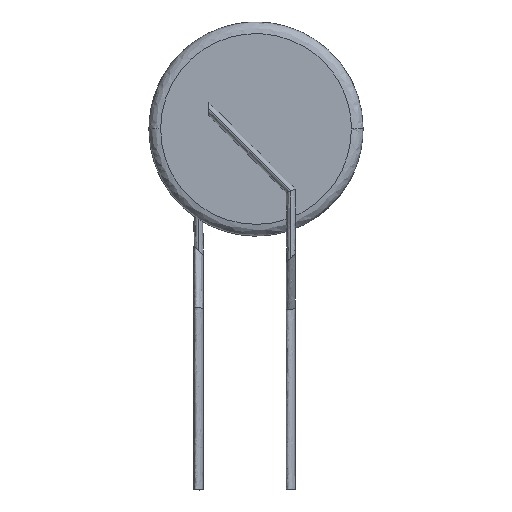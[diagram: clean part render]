
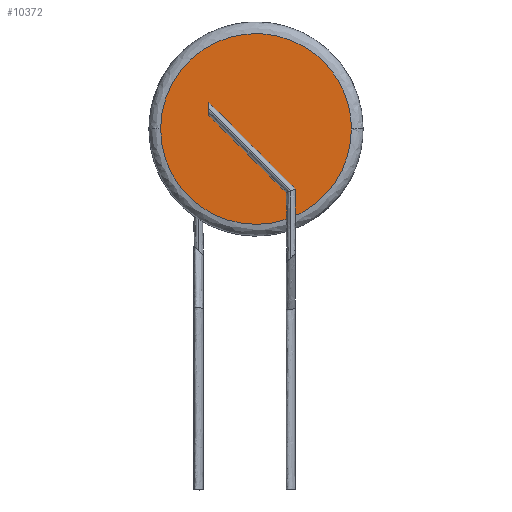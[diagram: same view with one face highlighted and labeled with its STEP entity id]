
A CAD part, top view. The second image highlights one B-rep face of the part: STEP entity #10372.
In plain terms, the highlighted free-form (B-spline) face has degree [1, 1] with [2, 2] control points.
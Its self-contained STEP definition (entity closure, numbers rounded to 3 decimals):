
#727 = CARTESIAN_POINT ( 'NONE',  ( -9.835, -3.337, 4.496 ) ) ;
#774 = CARTESIAN_POINT ( 'NONE',  ( -1.354, -10.297, 4.496 ) ) ;
#997 = CARTESIAN_POINT ( 'NONE',  ( -10.363, 20.726, 4.496 ) ) ;
#1724 = CARTESIAN_POINT ( 'NONE',  ( -4.594, -9.314, 4.496 ) ) ;
#1888 = CARTESIAN_POINT ( 'NONE',  ( -8.239, -6.323, 4.496 ) ) ;
#1936 = CARTESIAN_POINT ( 'NONE',  ( 3.337, -9.835, 4.496 ) ) ;
#2936 = CARTESIAN_POINT ( 'NONE',  ( -5.192, -8.995, 4.496 ) ) ;
#2988 = CARTESIAN_POINT ( 'NONE',  ( -0.68, -10.363, 4.496 ) ) ;
#4094 = CARTESIAN_POINT ( 'NONE',  ( 6.847, -7.809, 4.496 ) ) ;
#4148 = CARTESIAN_POINT ( 'NONE',  ( 7.809, -6.847, 4.496 ) ) ;
#4194 = CARTESIAN_POINT ( 'NONE',  ( -10.363, -0.68, 4.496 ) ) ;
#4329 = CARTESIAN_POINT ( 'NONE',  ( -10.488, -10.488, 4.496 ) ) ;
#4371 = CARTESIAN_POINT ( 'NONE',  ( 10.488, 10.488, 4.496 ) ) ;
#4382 = EDGE_LOOP ( 'NONE', ( #6015, #6577 ) ) ;
#4612 = B_SPLINE_SURFACE_WITH_KNOTS ( 'NONE', 1, 1, ( 
 ( #4329, #5460 ),
 ( #12241, #4371 ) ),
 .UNSPECIFIED., .F., .F., .F.,
 ( 2, 2 ),
 ( 2, 2 ),
 ( 0., 1. ),
 ( 0., 1. ),
 .UNSPECIFIED. ) ;
#4628 = CARTESIAN_POINT ( 'NONE',  ( 10.363, 20.726, 4.496 ) ) ;
#5264 = CARTESIAN_POINT ( 'NONE',  ( 10.297, -1.354, 4.496 ) ) ;
#5324 = CARTESIAN_POINT ( 'NONE',  ( -8.995, -5.192, 4.496 ) ) ;
#5460 = CARTESIAN_POINT ( 'NONE',  ( -10.488, 10.488, 4.496 ) ) ;
#5557 = VERTEX_POINT ( 'NONE', #13860 ) ;
#6015 = ORIENTED_EDGE ( 'NONE', *, *, #11116, .F. ) ;
#6370 = CARTESIAN_POINT ( 'NONE',  ( 9.314, -4.594, 4.496 ) ) ;
#6425 = CARTESIAN_POINT ( 'NONE',  ( -6.847, -7.809, 4.496 ) ) ;
#6525 = CARTESIAN_POINT ( 'NONE',  ( 0.68, -10.363, 4.496 ) ) ;
#6577 = ORIENTED_EDGE ( 'NONE', *, *, #9960, .T. ) ;
#7645 = CARTESIAN_POINT ( 'NONE',  ( -10.031, -2.689, 4.496 ) ) ;
#7701 = CARTESIAN_POINT ( 'NONE',  ( -10.363, 0., 4.496 ) ) ;
#8650 = CARTESIAN_POINT ( 'NONE',  ( 2.689, -10.031, 4.496 ) ) ;
#8697 = CARTESIAN_POINT ( 'NONE',  ( -6.323, -8.239, 4.496 ) ) ;
#8757 = CARTESIAN_POINT ( 'NONE',  ( 6.323, -8.239, 4.496 ) ) ;
#8803 = CARTESIAN_POINT ( 'NONE',  ( 1.354, -10.297, 4.496 ) ) ;
#9430 = FACE_OUTER_BOUND ( 'NONE', #4382, .T. ) ;
#9828 = CARTESIAN_POINT ( 'NONE',  ( 8.239, -6.323, 4.496 ) ) ;
#9960 = EDGE_CURVE ( 'NONE', #14089, #5557, #14147, .T. ) ;
#10037 = CARTESIAN_POINT ( 'NONE',  ( 5.192, -8.995, 4.496 ) ) ;
#10372 = ADVANCED_FACE ( 'NONE', ( #9430 ), #4612, .T. ) ;
#10981 = CARTESIAN_POINT ( 'NONE',  ( 8.995, -5.192, 4.496 ) ) ;
#11030 = CARTESIAN_POINT ( 'NONE',  ( -9.314, -4.594, 4.496 ) ) ;
#11079 = CARTESIAN_POINT ( 'NONE',  ( -3.337, -9.835, 4.496 ) ) ;
#11116 = EDGE_CURVE ( 'NONE', #14089, #5557, #11275, .T. ) ;
#11275 =( BOUNDED_CURVE ( )  B_SPLINE_CURVE ( 3, ( #14765, #997, #4628, #13714 ),
 .UNSPECIFIED., .F., .F. ) 
 B_SPLINE_CURVE_WITH_KNOTS ( ( 4, 4 ),
 ( 0., 3.142 ),
 .UNSPECIFIED. ) 
 CURVE ( )  GEOMETRIC_REPRESENTATION_ITEM ( )  RATIONAL_B_SPLINE_CURVE ( ( 0.957, 0.319, 0.319, 0.957 ) ) 
 REPRESENTATION_ITEM ( '' )  );
#12106 = CARTESIAN_POINT ( 'NONE',  ( 4.594, -9.314, 4.496 ) ) ;
#12158 = CARTESIAN_POINT ( 'NONE',  ( 10.031, -2.689, 4.496 ) ) ;
#12210 = CARTESIAN_POINT ( 'NONE',  ( -10.297, -1.354, 4.496 ) ) ;
#12241 = CARTESIAN_POINT ( 'NONE',  ( 10.488, -10.488, 4.496 ) ) ;
#13299 = CARTESIAN_POINT ( 'NONE',  ( 10.363, -0.68, 4.496 ) ) ;
#13401 = CARTESIAN_POINT ( 'NONE',  ( -2.689, -10.031, 4.496 ) ) ;
#13714 = CARTESIAN_POINT ( 'NONE',  ( 10.363, 0., 4.496 ) ) ;
#13860 = CARTESIAN_POINT ( 'NONE',  ( 10.363, 0., 4.496 ) ) ;
#14070 = CARTESIAN_POINT ( 'NONE',  ( -10.363, 0., 4.496 ) ) ;
#14089 = VERTEX_POINT ( 'NONE', #14070 ) ;
#14147 = B_SPLINE_CURVE_WITH_KNOTS ( 'NONE', 3,
 ( #7701, #4194, #12210, #7645, #727, #11030, #5324, #1888, #14350, #6425, #8697, #2936, #1724, #11079, #13401, #774, #2988, #6525, #8803, #8650, #1936, #12106, #10037, #8757, #4094, #4148, #9828, #10981, #6370, #14395, #12158, #5264, #13299, #14635 ),
 .UNSPECIFIED., .F., .F.,
 ( 4, 2, 2, 2, 2, 2, 2, 2, 2, 2, 2, 2, 2, 2, 2, 2, 4 ),
 ( 3.142, 3.338, 3.534, 3.731, 3.927, 4.123, 4.32, 4.516, 4.712, 4.909, 5.105, 5.301, 5.498, 5.694, 5.89, 6.087, 6.283 ),
 .UNSPECIFIED. ) ;
#14350 = CARTESIAN_POINT ( 'NONE',  ( -7.809, -6.847, 4.496 ) ) ;
#14395 = CARTESIAN_POINT ( 'NONE',  ( 9.835, -3.337, 4.496 ) ) ;
#14635 = CARTESIAN_POINT ( 'NONE',  ( 10.363, 0., 4.496 ) ) ;
#14765 = CARTESIAN_POINT ( 'NONE',  ( -10.363, 0., 4.496 ) ) ;
